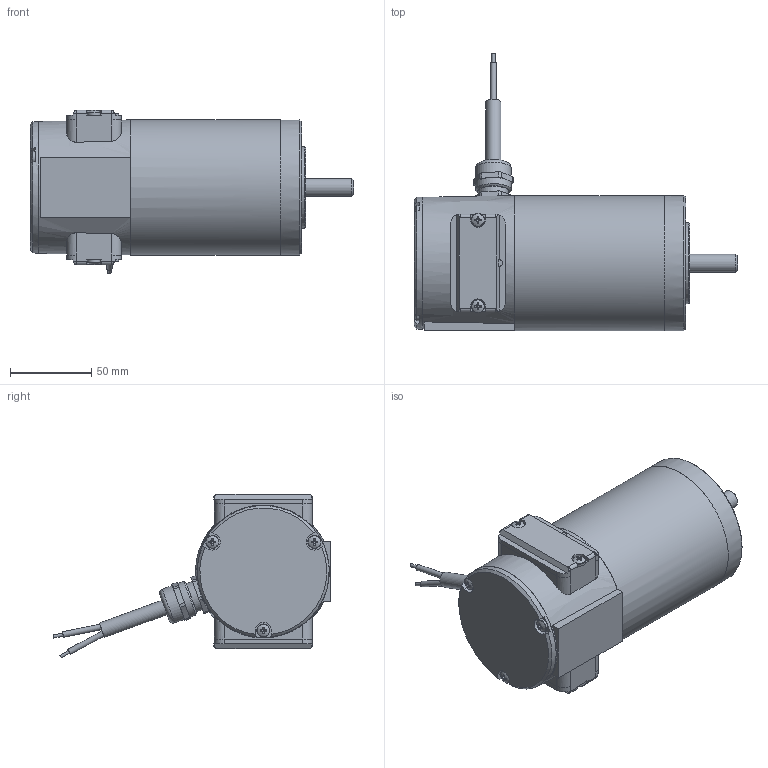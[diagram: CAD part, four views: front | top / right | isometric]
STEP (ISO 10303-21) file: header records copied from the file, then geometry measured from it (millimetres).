
FILE_DESCRIPTION (( 'STEP AP203' ), '1' );
FILE_NAME ('GNM5440E.STEP', '2019-11-21T14:12:14', ( '' ), ( '' ), 'SwSTEP 2.0', 'SolidWorks 2019', '' );
FILE_SCHEMA (( 'CONFIG_CONTROL_DESIGN' ));
Length unit declared in the file: millimetre
Products named in the file (1): GNM5440E
Bounding box: 198.52 x 170.58 x 100.61 mm (x, y, z)
Volume: 951324.8 mm3; surface area: 64775 mm2
Topology: 1 solids, 1 shells, 373 faces, 938 edges, 588 vertices
Faces by surface type: plane 232, cylinder 73, cone 44, torus 16, sphere 8
Full cylindrical faces by diameter (mm): 2 x2, 3.5 x2, 4.2 x4, 8 x7, 9.3 x1, 11 x1, 12 x1, 13 x1, 18.4 x1, 22 x2, 50 x1, 81 x1, 82.994 x1, 83 x1
Entity records: 11371 total; most frequent: CARTESIAN_POINT 2608, DIRECTION 1888, ORIENTED_EDGE 1740, EDGE_CURVE 870, AXIS2_PLACEMENT_3D 752, VERTEX_POINT 566, EDGE_LOOP 440, FACE_OUTER_BOUND 414
